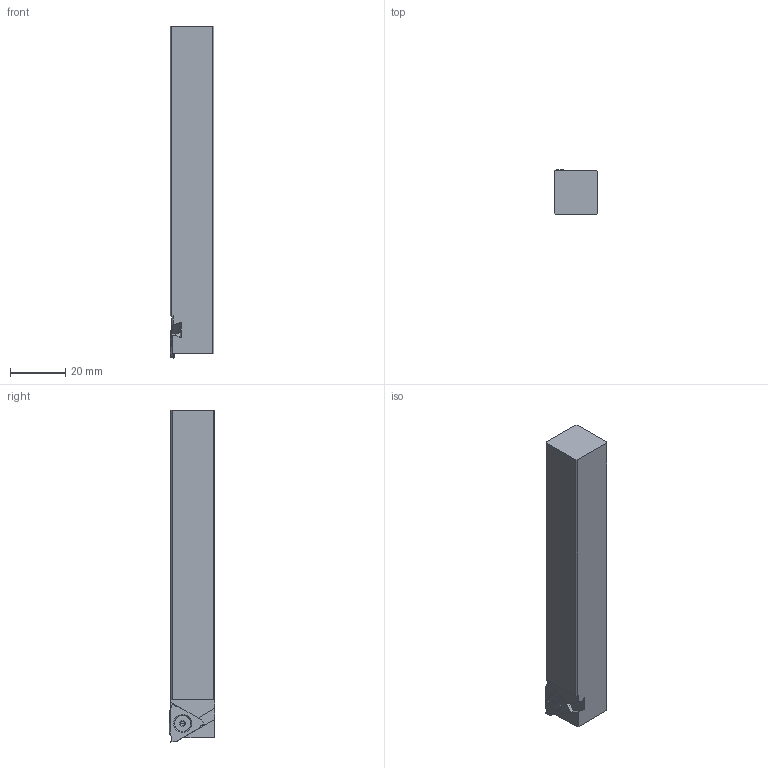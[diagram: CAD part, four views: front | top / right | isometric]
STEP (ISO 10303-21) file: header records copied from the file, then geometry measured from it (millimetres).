
FILE_DESCRIPTION(/* description */ (''),/* implementation_level */ '2;1');
FILE_NAME(/* name */ 'GTBHR-103_CW0_059_IR0_004.stp',/* time_stamp */ '2023-02-27T12:29:29+09:00',/* author */ (''),/* organization */ (''),/* preprocessor_version */ 'ST-DEVELOPER v16',/* originating_system */ 'SIEMENS PLM Software NX 10.0',/* authorisation */ '');
FILE_SCHEMA (('AUTOMOTIVE_DESIGN { 1 0 10303 214 3 1 1 1 }'));
Length unit declared in the file: millimetre
Products named in the file (1): GTBHR-103_CW0_059_IR0_004_ASM
Bounding box: 15.88 x 16.39 x 120.01 mm (x, y, z)
Volume: 29289 mm3; surface area: 8388.9 mm2
Topology: 2 solids, 2 shells, 137 faces, 415 edges, 307 vertices
Faces by surface type: plane 85, cylinder 31, cone 8, bspline 6, sphere 4, extrusion 3
Entity records: 5788 total; most frequent: CARTESIAN_POINT 1303, ORIENTED_EDGE 778, DIRECTION 744, EDGE_CURVE 389, VERTEX_POINT 262, VECTOR 260, LINE 257, AXIS2_PLACEMENT_3D 242
